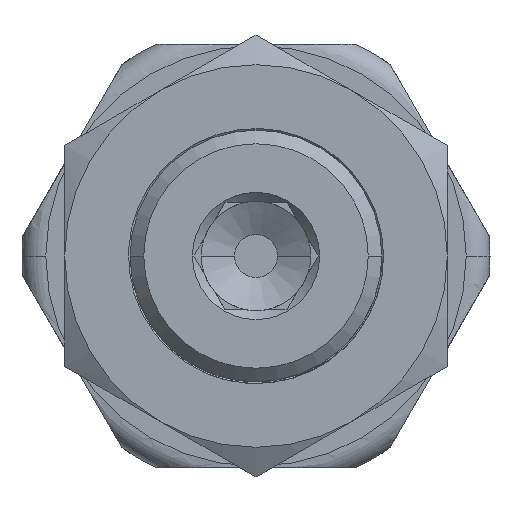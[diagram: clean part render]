
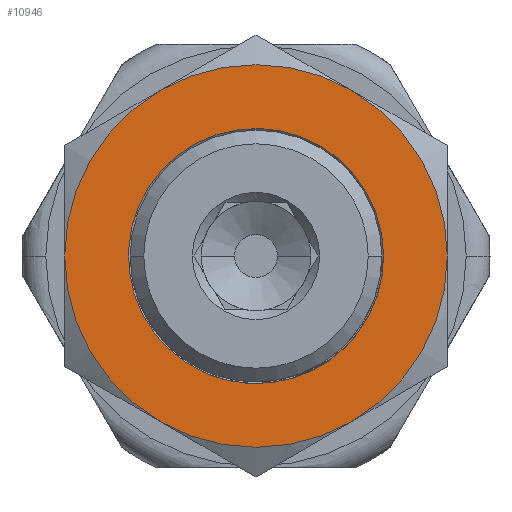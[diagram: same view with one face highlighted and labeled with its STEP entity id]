
A CAD part, left-side view. The second image highlights one B-rep face of the part: STEP entity #10946.
In plain terms, the highlighted planar face has unit normal (-1, 0, 0).
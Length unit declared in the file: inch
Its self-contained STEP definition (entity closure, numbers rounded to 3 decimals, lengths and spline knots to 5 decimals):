
#3295=CARTESIAN_POINT('',(-1.13575,0.,0.));
#3296=DIRECTION('',(-1.,0.,0.));
#3297=DIRECTION('',(0.,-1.,0.));
#3298=AXIS2_PLACEMENT_3D('',#3295,#3296,#3297);
#3300=CARTESIAN_POINT('',(-1.13575,0.,0.));
#3301=DIRECTION('',(-1.,0.,0.));
#3302=DIRECTION('',(0.,-0.5,-0.866));
#3303=AXIS2_PLACEMENT_3D('',#3300,#3301,#3302);
#3305=CARTESIAN_POINT('',(-1.13575,0.,0.));
#3306=DIRECTION('',(-1.,0.,0.));
#3307=DIRECTION('',(0.,0.,-1.));
#3308=AXIS2_PLACEMENT_3D('',#3305,#3306,#3307);
#3310=CARTESIAN_POINT('',(-1.13575,0.,0.));
#3311=DIRECTION('',(-1.,0.,0.));
#3312=DIRECTION('',(0.,0.5,-0.866));
#3313=AXIS2_PLACEMENT_3D('',#3310,#3311,#3312);
#3315=CARTESIAN_POINT('',(-1.13575,0.,0.));
#3316=DIRECTION('',(-1.,0.,0.));
#3317=DIRECTION('',(0.,1.,0.));
#3318=AXIS2_PLACEMENT_3D('',#3315,#3316,#3317);
#3320=CARTESIAN_POINT('',(-1.13575,0.,0.));
#3321=DIRECTION('',(-1.,0.,0.));
#3322=DIRECTION('',(0.,0.5,0.866));
#3323=AXIS2_PLACEMENT_3D('',#3320,#3321,#3322);
#3325=CARTESIAN_POINT('',(-1.13575,0.,0.));
#3326=DIRECTION('',(1.,0.,0.));
#3327=DIRECTION('',(0.,-1.,0.));
#3328=AXIS2_PLACEMENT_3D('',#3325,#3326,#3327);
#3372=CARTESIAN_POINT('',(-1.13575,0.,0.));
#3373=DIRECTION('',(-1.,0.,0.));
#3374=DIRECTION('',(0.,-0.5,0.866));
#3375=AXIS2_PLACEMENT_3D('',#3372,#3373,#3374);
#3396=CARTESIAN_POINT('',(-1.13575,-0.14063,0.24357));
#3524=CARTESIAN_POINT('',(-1.13575,0.14063,0.24357));
#7115=CARTESIAN_POINT('',(-1.13575,0.,0.));
#7116=DIRECTION('',(1.,0.,0.));
#7117=DIRECTION('',(0.,-0.707,-0.707));
#7118=AXIS2_PLACEMENT_3D('',#7115,#7116,#7117);
#8156=VERTEX_POINT('',#3524);
#8158=CARTESIAN_POINT('',(-1.13575,-0.14063,-0.24357));
#8159=CARTESIAN_POINT('',(-1.13575,-0.28125,0.));
#8160=VERTEX_POINT('',#8158);
#8161=VERTEX_POINT('',#8159);
#8164=CARTESIAN_POINT('',(-1.13575,0.28125,0.));
#8165=CARTESIAN_POINT('',(-1.13575,0.14063,-0.24357));
#8166=VERTEX_POINT('',#8164);
#8167=VERTEX_POINT('',#8165);
#8192=CARTESIAN_POINT('',(-1.13575,-0.1875,0.));
#8193=CARTESIAN_POINT('',(-1.13575,-0.13258,-0.13258));
#8194=VERTEX_POINT('',#8192);
#8195=VERTEX_POINT('',#8193);
#8204=VERTEX_POINT('',#3396);
#8206=CARTESIAN_POINT('',(-1.13575,0.,-0.28125));
#8207=VERTEX_POINT('',#8206);
#10920=CARTESIAN_POINT('',(-1.13575,0.28125,-0.16238));
#10921=DIRECTION('',(1.,0.,0.));
#10922=DIRECTION('',(0.,0.,1.));
#10923=AXIS2_PLACEMENT_3D('',#10920,#10921,#10922);
#10924=PLANE('',#10923);
#10926=ORIENTED_EDGE('',*,*,#10925,.F.);
#10928=ORIENTED_EDGE('',*,*,#10927,.F.);
#10929=ORIENTED_EDGE('',*,*,#10906,.F.);
#10931=ORIENTED_EDGE('',*,*,#10930,.F.);
#10933=ORIENTED_EDGE('',*,*,#10932,.F.);
#10935=ORIENTED_EDGE('',*,*,#10934,.F.);
#10937=ORIENTED_EDGE('',*,*,#10936,.F.);
#10938=EDGE_LOOP('',(#10926,#10928,#10929,#10931,#10933,#10935,#10937));
#10939=FACE_OUTER_BOUND('',#10938,.F.);
#10941=ORIENTED_EDGE('',*,*,#10940,.F.);
#10943=ORIENTED_EDGE('',*,*,#10942,.F.);
#10944=EDGE_LOOP('',(#10941,#10943));
#10945=FACE_BOUND('',#10944,.F.);
#3299=CIRCLE('',#3298,0.28125);
#3304=CIRCLE('',#3303,0.28125);
#3309=CIRCLE('',#3308,0.28125);
#3314=CIRCLE('',#3313,0.28125);
#3319=CIRCLE('',#3318,0.28125);
#3324=CIRCLE('',#3323,0.28125);
#3329=CIRCLE('',#3328,0.1875);
#3376=CIRCLE('',#3375,0.28125);
#7119=CIRCLE('',#7118,0.1875);
#10906=EDGE_CURVE('',#8160,#8161,#3304,.T.);
#10925=EDGE_CURVE('',#8204,#8156,#3376,.T.);
#10927=EDGE_CURVE('',#8161,#8204,#3299,.T.);
#10930=EDGE_CURVE('',#8207,#8160,#3309,.T.);
#10932=EDGE_CURVE('',#8167,#8207,#3314,.T.);
#10934=EDGE_CURVE('',#8166,#8167,#3319,.T.);
#10936=EDGE_CURVE('',#8156,#8166,#3324,.T.);
#10940=EDGE_CURVE('',#8194,#8195,#3329,.T.);
#10942=EDGE_CURVE('',#8195,#8194,#7119,.T.);
#10946=ADVANCED_FACE('',(#10939,#10945),#10924,.F.);
